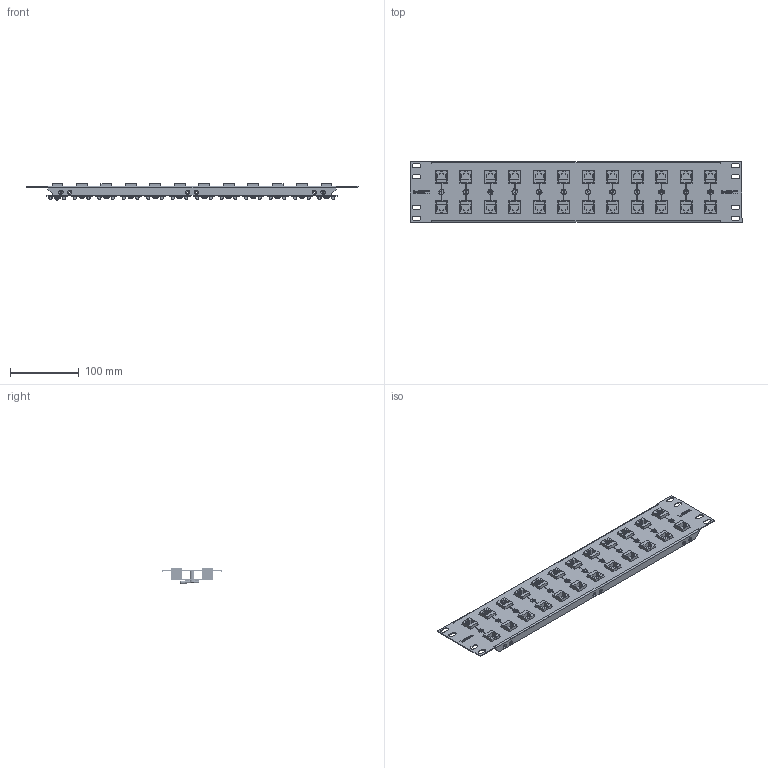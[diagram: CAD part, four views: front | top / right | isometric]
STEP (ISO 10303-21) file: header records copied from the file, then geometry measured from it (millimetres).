
FILE_DESCRIPTION (( 'STEP AP214' ), '1' );
FILE_NAME ('RMSP-CAT6T-12.STEP', '2014-01-08T15:51:08', ( 'L-Com' ), ( 'L-Com Global Connectivity' ), 'SwSTEP 2.0', 'SolidWorks 2012', '' );
FILE_SCHEMA (( 'AUTOMOTIVE_DESIGN' ));
Length unit declared in the file: inch
Products named in the file (9): XCT-0012; 1AJ02-063; HYP356_assy; 1AJ03-012; 1AP15-009; Port Numbering; pem_8-32x.5_standoff; RMSP-CAT6T-12
Assembly tree (52 placements, depth 3):
  RMSP-CAT6T-12
    1AP15-009
      1AP15-009
      pem_8-32x.5_standoff  x12
      Port Numbering
    1AJ03-012  x12
    HYP356_assy  x12
    1AJ02-063  x12
    XCT-0012
Bounding box: 482.6 x 88.39 x 23.72 mm (x, y, z)
Volume: 178211.4 mm3; surface area: 197121.6 mm2
Topology: 113 solids, 113 shells, 4171 faces, 9763 edges, 6222 vertices
Faces by surface type: plane 1997, cylinder 1188, cone 720, torus 139, bspline 123, sphere 4
Entity records: 43224 total; most frequent: CARTESIAN_POINT 10467, ORIENTED_EDGE 5082, DIRECTION 4615, EDGE_CURVE 2541, LINE 1805, VECTOR 1805, VERTEX_POINT 1657, AXIS2_PLACEMENT_3D 1405
